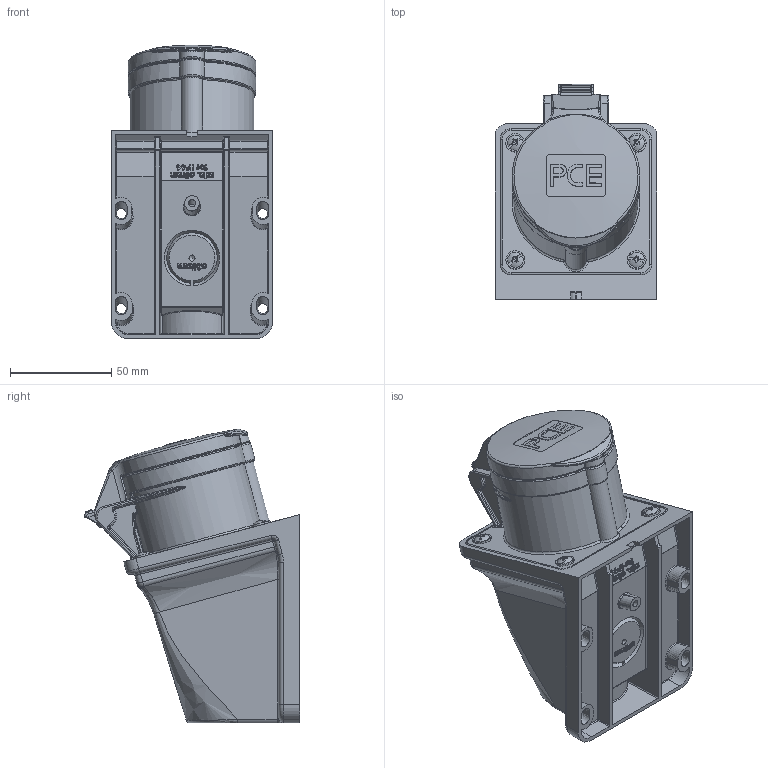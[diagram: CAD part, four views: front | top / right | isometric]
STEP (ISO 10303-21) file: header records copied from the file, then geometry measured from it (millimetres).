
FILE_DESCRIPTION (( 'STEP AP203' ), '1' );
FILE_NAME ('11591-6.STEP', '2018-10-30T10:01:44', ( '' ), ( '' ), 'SwSTEP 2.0', 'SolidWorks 2017', '' );
FILE_SCHEMA (( 'CONFIG_CONTROL_DESIGN' ));
Length unit declared in the file: millimetre
Products named in the file (1): 11591-6
Bounding box: 80 x 106.34 x 145.31 mm (x, y, z)
Volume: 508989.8 mm3; surface area: 60311.7 mm2
Topology: 1 solids, 1 shells, 1354 faces, 3495 edges, 2162 vertices
Faces by surface type: plane 533, bspline 428, cylinder 243, torus 69, sphere 47, cone 34
Full cylindrical faces by diameter (mm): 9.3 x2, 25 x1
Entity records: 92312 total; most frequent: CARTESIAN_POINT 63933, ORIENTED_EDGE 6810, DIRECTION 4546, EDGE_CURVE 3405, VERTEX_POINT 2129, AXIS2_PLACEMENT_3D 1557, EDGE_LOOP 1436, LINE 1432
